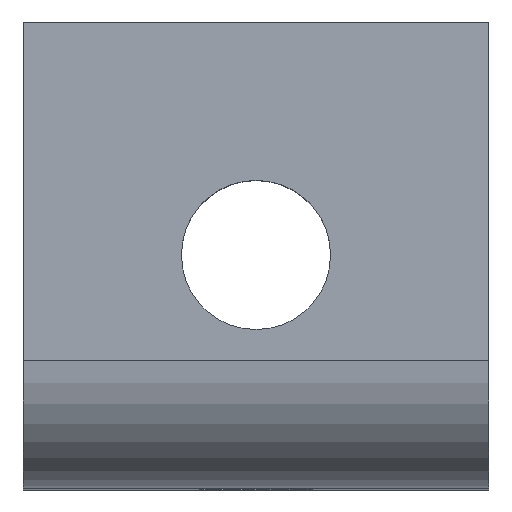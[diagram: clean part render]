
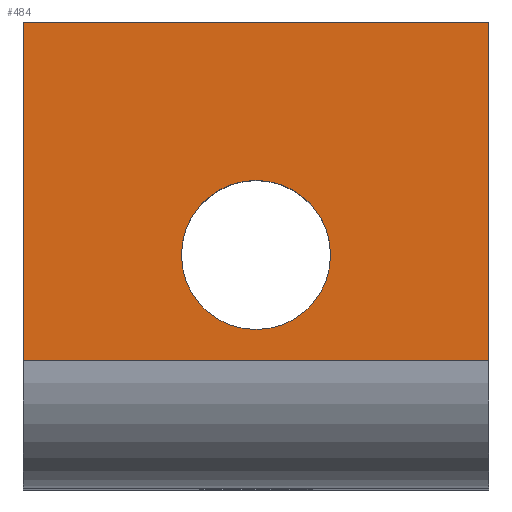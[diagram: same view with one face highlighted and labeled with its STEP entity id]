
A CAD part, top view. The second image highlights one B-rep face of the part: STEP entity #484.
In plain terms, the highlighted planar face has unit normal (0, 0, 1).
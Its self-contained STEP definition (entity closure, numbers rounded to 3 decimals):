
#2 = EDGE_CURVE ( 'NONE', #579, #591, #41, .T. ) ;
#12 = EDGE_CURVE ( 'NONE', #595, #579, #310, .T. ) ;
#24 = EDGE_CURVE ( 'NONE', #591, #583, #408, .T. ) ;
#37 = VECTOR ( 'NONE', #49, 1000. ) ;
#41 = LINE ( 'NONE', #51, #37 ) ;
#49 = DIRECTION ( 'NONE',  ( -1., 0., 0. ) ) ;
#51 = CARTESIAN_POINT ( 'NONE',  ( 0., 8., 2. ) ) ;
#74 = CARTESIAN_POINT ( 'NONE',  ( 10., 8., 2. ) ) ;
#84 = DIRECTION ( 'NONE',  ( 0., 1., 0. ) ) ;
#86 = DIRECTION ( 'NONE',  ( 0., -1., 0. ) ) ;
#99 = CARTESIAN_POINT ( 'NONE',  ( 0., 0., 2. ) ) ;
#112 = CARTESIAN_POINT ( 'NONE',  ( 5., 3., 2. ) ) ;
#116 = CARTESIAN_POINT ( 'NONE',  ( 0., 0.737, 2. ) ) ;
#117 = DIRECTION ( 'NONE',  ( 1., 0., 0. ) ) ;
#128 = DIRECTION ( 'NONE',  ( 0., 0., 1. ) ) ;
#130 = DIRECTION ( 'NONE',  ( -1., 0., 0. ) ) ;
#147 = DIRECTION ( 'NONE',  ( 1., 0., 0. ) ) ;
#158 = CARTESIAN_POINT ( 'NONE',  ( 5., 3., 2. ) ) ;
#159 = DIRECTION ( 'NONE',  ( 0., 0., 1. ) ) ;
#169 = PLANE ( 'NONE',  #618 ) ;
#171 = CARTESIAN_POINT ( 'NONE',  ( 0., 0., 2. ) ) ;
#172 = DIRECTION ( 'NONE',  ( -1., 0., 0. ) ) ;
#186 = DIRECTION ( 'NONE',  ( 0., 0., -1. ) ) ;
#193 = CARTESIAN_POINT ( 'NONE',  ( 3.4, 3., 2. ) ) ;
#204 = CARTESIAN_POINT ( 'NONE',  ( 10., 8., 2. ) ) ;
#232 = CARTESIAN_POINT ( 'NONE',  ( 6.6, 3., 2. ) ) ;
#246 = CARTESIAN_POINT ( 'NONE',  ( 0., 8., 2. ) ) ;
#249 = CARTESIAN_POINT ( 'NONE',  ( 10., 0.737, 2. ) ) ;
#270 = CARTESIAN_POINT ( 'NONE',  ( 0., 0.737, 2. ) ) ;
#288 = EDGE_CURVE ( 'NONE', #550, #554, #418, .T. ) ;
#291 = EDGE_CURVE ( 'NONE', #595, #583, #385, .T. ) ;
#300 = EDGE_CURVE ( 'NONE', #554, #550, #407, .T. ) ;
#301 = VECTOR ( 'NONE', #84, 1000. ) ;
#310 = LINE ( 'NONE', #74, #301 ) ;
#312 = ORIENTED_EDGE ( 'NONE', *, *, #24, .T. ) ;
#318 = ORIENTED_EDGE ( 'NONE', *, *, #288, .F. ) ;
#330 = ORIENTED_EDGE ( 'NONE', *, *, #300, .F. ) ;
#345 = ORIENTED_EDGE ( 'NONE', *, *, #12, .T. ) ;
#346 = ORIENTED_EDGE ( 'NONE', *, *, #291, .F. ) ;
#347 = ORIENTED_EDGE ( 'NONE', *, *, #2, .T. ) ;
#381 = FACE_BOUND ( 'NONE', #534, .T. ) ;
#385 = LINE ( 'NONE', #116, #387 ) ;
#387 = VECTOR ( 'NONE', #130, 1000. ) ;
#392 = FACE_OUTER_BOUND ( 'NONE', #561, .T. ) ;
#407 = CIRCLE ( 'NONE', #629, 1.6 ) ;
#408 = LINE ( 'NONE', #99, #419 ) ;
#418 = CIRCLE ( 'NONE', #640, 1.6 ) ;
#419 = VECTOR ( 'NONE', #86, 1000. ) ;
#484 = ADVANCED_FACE ( 'NONE', ( #381, #392 ), #169, .F. ) ;
#534 = EDGE_LOOP ( 'NONE', ( #318, #330 ) ) ;
#550 = VERTEX_POINT ( 'NONE', #232 ) ;
#554 = VERTEX_POINT ( 'NONE', #193 ) ;
#561 = EDGE_LOOP ( 'NONE', ( #346, #345, #347, #312 ) ) ;
#579 = VERTEX_POINT ( 'NONE', #204 ) ;
#583 = VERTEX_POINT ( 'NONE', #270 ) ;
#591 = VERTEX_POINT ( 'NONE', #246 ) ;
#595 = VERTEX_POINT ( 'NONE', #249 ) ;
#618 = AXIS2_PLACEMENT_3D ( 'NONE', #171, #186, #172 ) ;
#629 = AXIS2_PLACEMENT_3D ( 'NONE', #158, #159, #147 ) ;
#640 = AXIS2_PLACEMENT_3D ( 'NONE', #112, #128, #117 ) ;
